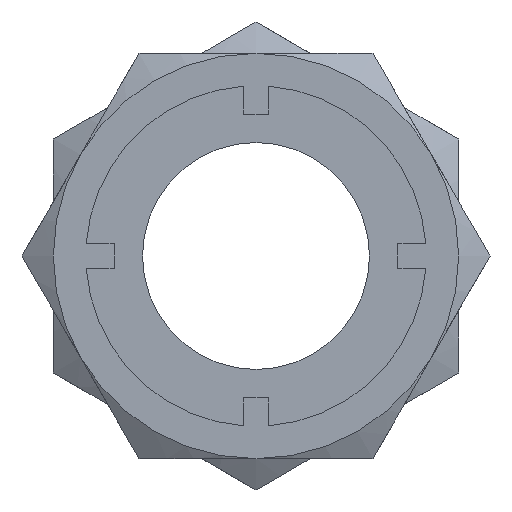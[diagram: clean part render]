
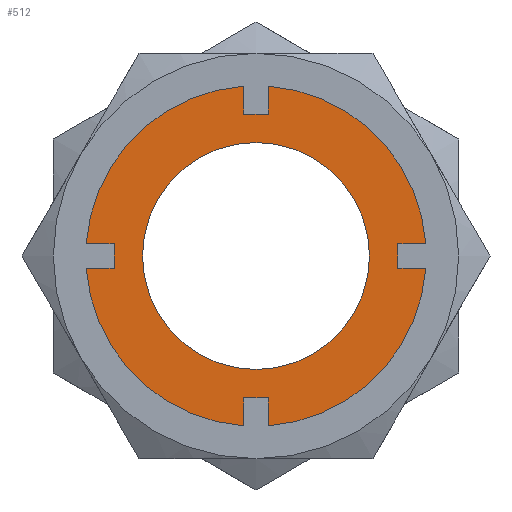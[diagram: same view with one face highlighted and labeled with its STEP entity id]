
A CAD part, left-side view. The second image highlights one B-rep face of the part: STEP entity #512.
In plain terms, the highlighted planar face has unit normal (-1, 0, 0).
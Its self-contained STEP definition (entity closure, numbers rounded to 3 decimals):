
#344=VERTEX_POINT('',#956);
#378=VERTEX_POINT('',#997);
#380=VERTEX_POINT('',#999);
#382=EDGE_CURVE('',#378,#380,#1001,.T.);
#414=VERTEX_POINT('',#1036);
#430=EDGE_CURVE('',#552,#462,#1052,.T.);
#432=EDGE_CURVE('',#462,#552,#1054,.T.);
#434=VERTEX_POINT('',#1056);
#450=VERTEX_POINT('',#1072);
#456=VERTEX_POINT('',#1079);
#458=EDGE_CURVE('',#434,#528,#1081,.T.);
#462=VERTEX_POINT('',#1085);
#474=EDGE_CURVE('',#528,#566,#1097,.T.);
#476=EDGE_CURVE('',#604,#434,#1099,.T.);
#512=ADVANCED_FACE('',(#1142,#1143),#1144,.T.);
#528=VERTEX_POINT('',#1160);
#552=VERTEX_POINT('',#1186);
#560=EDGE_CURVE('',#736,#414,#1196,.T.);
#566=VERTEX_POINT('',#1202);
#604=VERTEX_POINT('',#1245);
#646=EDGE_CURVE('',#782,#674,#1292,.T.);
#674=VERTEX_POINT('',#1321);
#682=EDGE_CURVE('',#456,#450,#1330,.T.);
#694=EDGE_CURVE('',#378,#566,#1343,.T.);
#700=EDGE_CURVE('',#674,#734,#1349,.T.);
#702=EDGE_CURVE('',#414,#344,#1351,.T.);
#706=EDGE_CURVE('',#736,#450,#1355,.T.);
#732=EDGE_CURVE('',#812,#782,#1385,.T.);
#734=VERTEX_POINT('',#1387);
#736=VERTEX_POINT('',#1389);
#768=VERTEX_POINT('',#1426);
#782=VERTEX_POINT('',#1442);
#788=EDGE_CURVE('',#604,#734,#1448,.T.);
#812=VERTEX_POINT('',#1473);
#828=EDGE_CURVE('',#812,#768,#1493,.T.);
#868=EDGE_CURVE('',#380,#456,#1537,.T.);
#914=EDGE_CURVE('',#344,#768,#1589,.T.);
#956=CARTESIAN_POINT('',(-23.0,1.5,17.5));
#997=CARTESIAN_POINT('',(-23.,-20.946,-1.5));
#999=CARTESIAN_POINT('',(-23.0,-17.5,-1.5));
#1001=LINE('',#1720,#1721);
#1036=CARTESIAN_POINT('',(-23.0,-1.5,17.5));
#1052=CIRCLE('',#1807,14.0);
#1054=CIRCLE('',#1810,14.0);
#1056=CARTESIAN_POINT('',(-23.0,1.5,-17.5));
#1072=CARTESIAN_POINT('',(-23.,-20.946,1.5));
#1079=CARTESIAN_POINT('',(-23.0,-17.5,1.5));
#1081=LINE('',#1852,#1853);
#1085=CARTESIAN_POINT('',(-23.,0.,14.));
#1097=LINE('',#1882,#1883);
#1099=LINE('',#1886,#1887);
#1142=FACE_BOUND('',#1952,.T.);
#1143=FACE_OUTER_BOUND('',#1953,.T.);
#1144=PLANE('',#1954);
#1160=CARTESIAN_POINT('',(-23.0,-1.5,-17.5));
#1186=CARTESIAN_POINT('',(-23.,0.,-14.));
#1196=LINE('',#2070,#2071);
#1202=CARTESIAN_POINT('',(-23.,-1.5,-20.946));
#1245=CARTESIAN_POINT('',(-23.,1.5,-20.946));
#1292=LINE('',#2287,#2288);
#1321=CARTESIAN_POINT('',(-23.0,17.5,-1.5));
#1330=LINE('',#2371,#2372);
#1343=CIRCLE('',#2398,21.0);
#1349=LINE('',#2416,#2417);
#1351=LINE('',#2420,#2421);
#1355=CIRCLE('',#2436,21.0);
#1385=LINE('',#2481,#2482);
#1387=CARTESIAN_POINT('',(-23.,20.946,-1.5));
#1389=CARTESIAN_POINT('',(-23.,-1.5,20.946));
#1426=CARTESIAN_POINT('',(-23.,1.5,20.946));
#1442=CARTESIAN_POINT('',(-23.0,17.5,1.5));
#1448=CIRCLE('',#2584,21.0);
#1473=CARTESIAN_POINT('',(-23.,20.946,1.5));
#1493=CIRCLE('',#2694,21.0);
#1537=LINE('',#2794,#2795);
#1589=LINE('',#2875,#2876);
#1720=CARTESIAN_POINT('',(-23.,-8.75,-1.5));
#1721=VECTOR('',#2982,1.0);
#1807=AXIS2_PLACEMENT_3D('',#3030,#3031,#3032);
#1810=AXIS2_PLACEMENT_3D('',#3033,#3034,#3035);
#1852=CARTESIAN_POINT('',(-23.,-0.75,-17.5));
#1853=VECTOR('',#3054,1.0);
#1882=CARTESIAN_POINT('',(-23.,-1.5,-1.5));
#1883=VECTOR('',#3061,1.0);
#1886=CARTESIAN_POINT('',(-23.,1.5,0.25));
#1887=VECTOR('',#3062,1.0);
#1952=EDGE_LOOP('',(#3151,#3152));
#1953=EDGE_LOOP('',(#3153,#3154,#3155,#3156,#3157,#3158,#3159,#3160,#3161,#3162,#3163,#3164,#3165,#3166,#3167,#3168));
#1954=AXIS2_PLACEMENT_3D('',#3169,#3170,#3171);
#2070=CARTESIAN_POINT('',(-23.,-1.5,17.75));
#2071=VECTOR('',#3223,1.0);
#2287=CARTESIAN_POINT('',(-23.,17.5,8.25));
#2288=VECTOR('',#3314,1.0);
#2371=CARTESIAN_POINT('',(-23.,-10.5,1.5));
#2372=VECTOR('',#3331,1.0);
#2398=AXIS2_PLACEMENT_3D('',#3341,#3342,#3343);
#2416=CARTESIAN_POINT('',(-23.,10.5,-1.5));
#2417=VECTOR('',#3347,1.0);
#2420=CARTESIAN_POINT('',(-23.,0.75,17.5));
#2421=VECTOR('',#3348,1.0);
#2436=AXIS2_PLACEMENT_3D('',#3349,#3350,#3351);
#2481=CARTESIAN_POINT('',(-23.,8.75,1.5));
#2482=VECTOR('',#3396,1.0);
#2584=AXIS2_PLACEMENT_3D('',#3458,#3459,#3460);
#2694=AXIS2_PLACEMENT_3D('',#3502,#3503,#3504);
#2794=CARTESIAN_POINT('',(-23.,-17.5,9.75));
#2795=VECTOR('',#3546,1.0);
#2875=CARTESIAN_POINT('',(-23.,1.5,19.5));
#2876=VECTOR('',#3599,1.0);
#2982=DIRECTION('',(0.0,1.0,0.0));
#3030=CARTESIAN_POINT('',(-23.,0.,0.));
#3031=DIRECTION('',(-1.0,0.0,0.0));
#3032=DIRECTION('',(0.0,0.,1.0));
#3033=CARTESIAN_POINT('',(-23.,0.,0.));
#3034=DIRECTION('',(-1.0,0.0,0.0));
#3035=DIRECTION('',(0.0,0.,1.0));
#3054=DIRECTION('',(0.0,-1.0,0.0));
#3061=DIRECTION('',(0.0,0.0,-1.0));
#3062=DIRECTION('',(0.0,0.0,1.0));
#3151=ORIENTED_EDGE('',*,*,#430,.F.);
#3152=ORIENTED_EDGE('',*,*,#432,.F.);
#3153=ORIENTED_EDGE('',*,*,#382,.T.);
#3154=ORIENTED_EDGE('',*,*,#868,.T.);
#3155=ORIENTED_EDGE('',*,*,#682,.T.);
#3156=ORIENTED_EDGE('',*,*,#706,.F.);
#3157=ORIENTED_EDGE('',*,*,#560,.T.);
#3158=ORIENTED_EDGE('',*,*,#702,.T.);
#3159=ORIENTED_EDGE('',*,*,#914,.T.);
#3160=ORIENTED_EDGE('',*,*,#828,.F.);
#3161=ORIENTED_EDGE('',*,*,#732,.T.);
#3162=ORIENTED_EDGE('',*,*,#646,.T.);
#3163=ORIENTED_EDGE('',*,*,#700,.T.);
#3164=ORIENTED_EDGE('',*,*,#788,.F.);
#3165=ORIENTED_EDGE('',*,*,#476,.T.);
#3166=ORIENTED_EDGE('',*,*,#458,.T.);
#3167=ORIENTED_EDGE('',*,*,#474,.T.);
#3168=ORIENTED_EDGE('',*,*,#694,.F.);
#3169=CARTESIAN_POINT('',(-23.,0.,18.));
#3170=DIRECTION('',(-1.0,-0.0,0.0));
#3171=DIRECTION('',(0.0,0.,-1.0));
#3223=DIRECTION('',(0.0,0.0,-1.0));
#3314=DIRECTION('',(0.0,0.0,-1.0));
#3331=DIRECTION('',(0.0,-1.0,0.0));
#3341=CARTESIAN_POINT('',(-23.,0.,0.));
#3342=DIRECTION('',(1.0,0.0,-0.0));
#3343=DIRECTION('',(0.0,0.,1.0));
#3347=DIRECTION('',(0.0,1.0,0.0));
#3348=DIRECTION('',(0.0,1.0,0.0));
#3349=CARTESIAN_POINT('',(-23.,0.,0.));
#3350=DIRECTION('',(1.0,0.0,-0.0));
#3351=DIRECTION('',(0.0,0.,1.0));
#3396=DIRECTION('',(0.0,-1.0,0.0));
#3458=CARTESIAN_POINT('',(-23.,0.,0.));
#3459=DIRECTION('',(1.0,0.0,-0.0));
#3460=DIRECTION('',(0.0,0.,1.0));
#3502=CARTESIAN_POINT('',(-23.,0.,0.));
#3503=DIRECTION('',(1.0,0.0,-0.0));
#3504=DIRECTION('',(0.0,0.,1.0));
#3546=DIRECTION('',(0.0,0.0,1.0));
#3599=DIRECTION('',(0.0,0.0,1.0));
